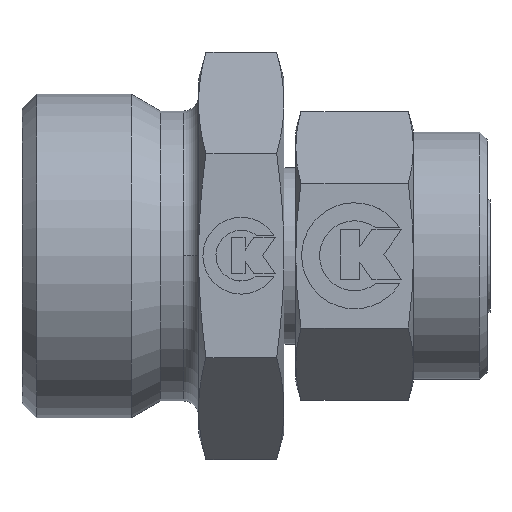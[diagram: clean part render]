
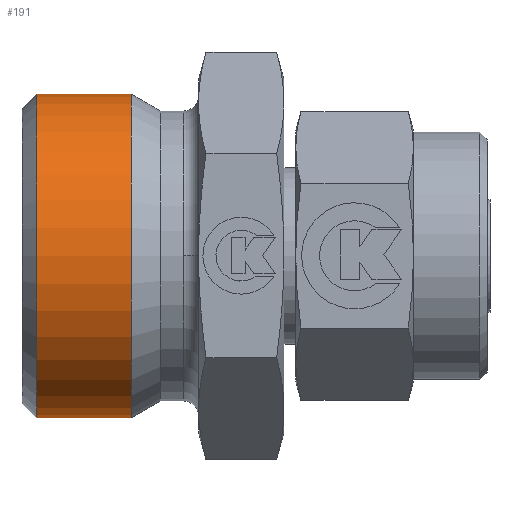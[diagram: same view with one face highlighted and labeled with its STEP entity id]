
A CAD part, top view. The second image highlights one B-rep face of the part: STEP entity #191.
In plain terms, the highlighted cylindrical face has radius 11 mm (diameter 22 mm), a partial arc.
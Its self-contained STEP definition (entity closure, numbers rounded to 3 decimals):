
#191 = ADVANCED_FACE( '', ( #483 ), #484, .T. );
#483 = FACE_OUTER_BOUND( '', #853, .T. );
#484 = CYLINDRICAL_SURFACE( '', #854, 11. );
#853 = EDGE_LOOP( '', ( #1834, #1835, #1836, #1837 ) );
#854 = AXIS2_PLACEMENT_3D( '', #1838, #1839, #1840 );
#1834 = ORIENTED_EDGE( '', *, *, #2425, .T. );
#1835 = ORIENTED_EDGE( '', *, *, #2664, .F. );
#1836 = ORIENTED_EDGE( '', *, *, #2426, .T. );
#1837 = ORIENTED_EDGE( '', *, *, #2665, .T. );
#1838 = CARTESIAN_POINT( '', ( -10.696, 0., 0. ) );
#1839 = DIRECTION( '', ( 1., 0., 0. ) );
#1840 = DIRECTION( '', ( 0., 1., 0. ) );
#2425 = EDGE_CURVE( '', #2938, #2943, #2944, .T. );
#2426 = EDGE_CURVE( '', #2945, #2940, #2946, .T. );
#2664 = EDGE_CURVE( '', #2945, #2943, #3338, .T. );
#2665 = EDGE_CURVE( '', #2940, #2938, #3339, .T. );
#2938 = VERTEX_POINT( '', #3716 );
#2940 = VERTEX_POINT( '', #3719 );
#2943 = VERTEX_POINT( '', #3723 );
#2944 = LINE( '', #3724, #3725 );
#2945 = VERTEX_POINT( '', #3726 );
#2946 = LINE( '', #3727, #3728 );
#3338 = CIRCLE( '', #4306, 11. );
#3339 = CIRCLE( '', #4307, 11. );
#3716 = CARTESIAN_POINT( '', ( -7.492, 11., 0. ) );
#3719 = CARTESIAN_POINT( '', ( -7.492, -11., 0. ) );
#3723 = CARTESIAN_POINT( '', ( -13.9, 11., 0. ) );
#3724 = CARTESIAN_POINT( '', ( -10.696, 11., 0. ) );
#3725 = VECTOR( '', #4975, 1. );
#3726 = CARTESIAN_POINT( '', ( -13.9, -11., 0. ) );
#3727 = CARTESIAN_POINT( '', ( -10.696, -11., 0. ) );
#3728 = VECTOR( '', #4976, 1. );
#4306 = AXIS2_PLACEMENT_3D( '', #5316, #5317, #5318 );
#4307 = AXIS2_PLACEMENT_3D( '', #5319, #5320, #5321 );
#4975 = DIRECTION( '', ( -1., 0., 0. ) );
#4976 = DIRECTION( '', ( 1., 0., 0. ) );
#5316 = CARTESIAN_POINT( '', ( -13.9, 0., 0. ) );
#5317 = DIRECTION( '', ( -1., 0., 0. ) );
#5318 = DIRECTION( '', ( 0., 1., 0. ) );
#5319 = CARTESIAN_POINT( '', ( -7.492, 0., 0. ) );
#5320 = DIRECTION( '', ( -1., 0., 0. ) );
#5321 = DIRECTION( '', ( 0., 1., 0. ) );
